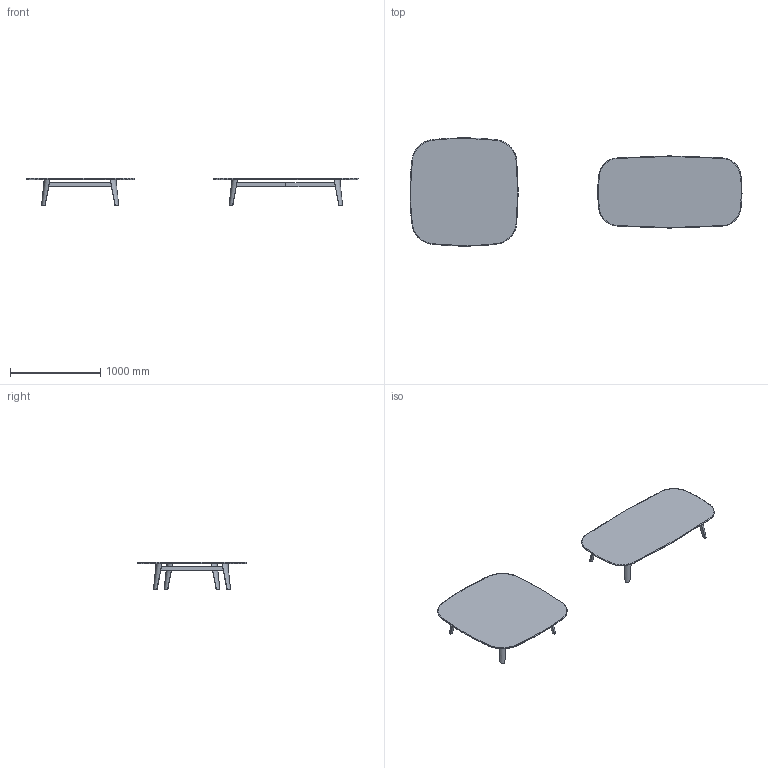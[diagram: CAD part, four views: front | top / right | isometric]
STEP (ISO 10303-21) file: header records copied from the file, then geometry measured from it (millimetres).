
FILE_DESCRIPTION(/* description */ (''),/* implementation_level */ '2;1');
FILE_NAME(/* name */ 'MAGMA_~1',/* time_stamp */ '2021-10-04T10:32:38+02:00',/* author */ (''),/* organization */ (''),/* preprocessor_version */ 'ST-DEVELOPER v16.5',/* originating_system */ '',/* authorisation */ '');
FILE_SCHEMA (('AUTOMOTIVE_DESIGN'));
Length unit declared in the file: millimetre
Products named in the file (1): Document
Bounding box: 3680.15 x 1199.49 x 300.39 mm (x, y, z)
Volume: 45011478.5 mm3; surface area: 6532186.7 mm2
Topology: 18 solids, 18 shells, 136 faces, 288 edges, 172 vertices
Faces by surface type: bspline 92, plane 44
Entity records: 168447 total; most frequent: CARTESIAN_POINT 166446, ORIENTED_EDGE 544, EDGE_CURVE 272, B_SPLINE_CURVE_WITH_KNOTS 192, VERTEX_POINT 172, ADVANCED_FACE 136, FACE_OUTER_BOUND 136, EDGE_LOOP 136
